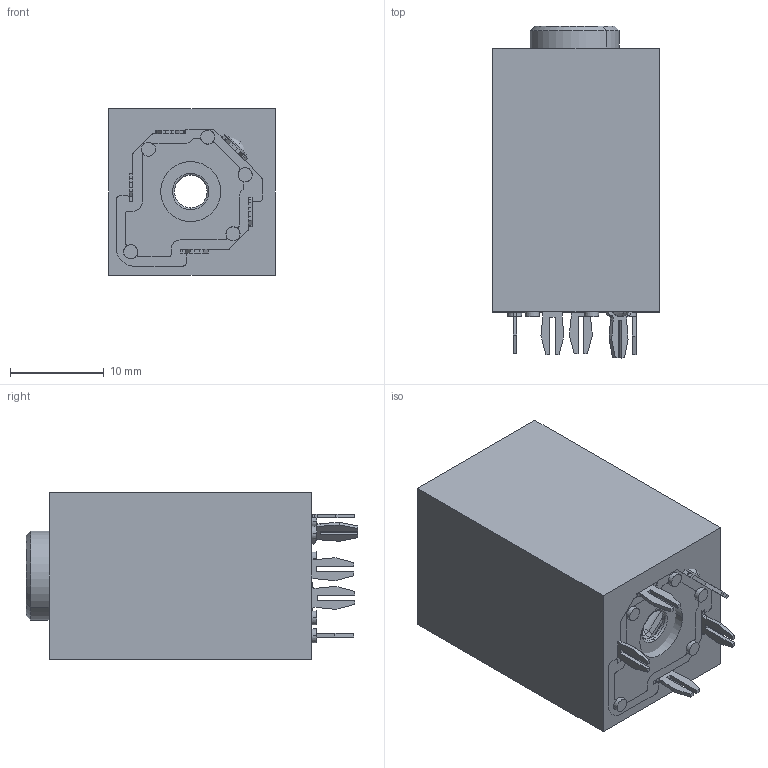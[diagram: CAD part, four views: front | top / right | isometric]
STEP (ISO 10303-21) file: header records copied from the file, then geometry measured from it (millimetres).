
FILE_DESCRIPTION((''),'2;1');
FILE_NAME('RJ5VI-D1_ASM','2021-03-19T',('yuj'),(''),'PRO/ENGINEER BY PARAMETRIC TECHNOLOGY CORPORATION, 2013040','PRO/ENGINEER BY PARAMETRIC TECHNOLOGY CORPORATION, 2013040','');
FILE_SCHEMA(('CONFIG_CONTROL_DESIGN'));
Length unit declared in the file: millimetre
Products named in the file (1): RJ5VI-D1_ASM
Bounding box: 17.74 x 35.35 x 17.74 mm (x, y, z)
Volume: 7809.2 mm3; surface area: 6133.1 mm2
Topology: 1 solids, 8 shells, 1024 faces, 2523 edges, 1505 vertices
Faces by surface type: plane 379, cylinder 363, sphere 99, bspline 80, cone 53, torus 50
Entity records: 34175 total; most frequent: CARTESIAN_POINT 11083, ORIENTED_EDGE 5019, DIRECTION 4499, EDGE_CURVE 2519, AXIS2_PLACEMENT_3D 1605, VERTEX_POINT 1505, VECTOR 1289, LINE 1289
